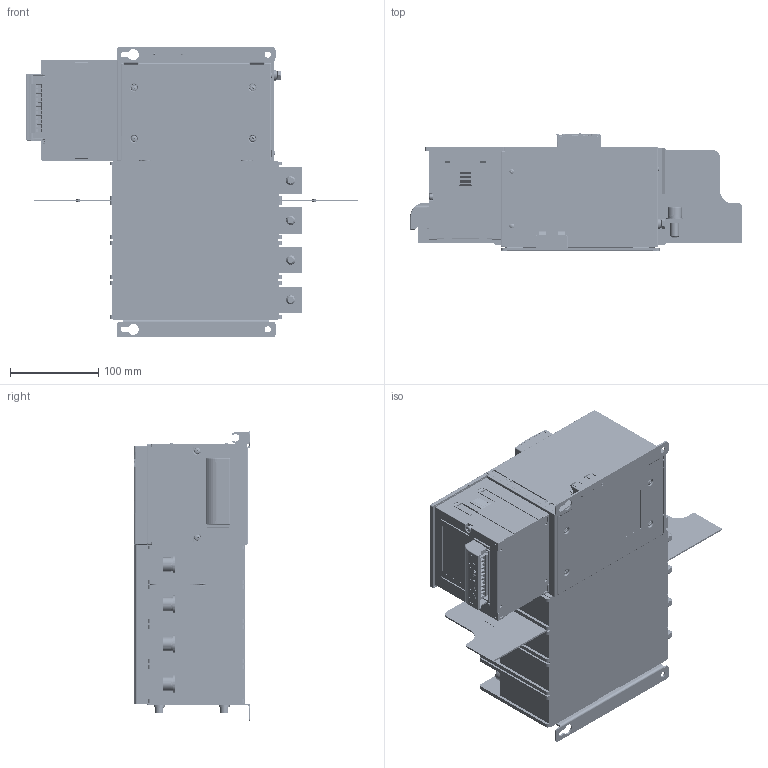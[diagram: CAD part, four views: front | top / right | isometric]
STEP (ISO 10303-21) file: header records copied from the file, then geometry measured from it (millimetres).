
FILE_DESCRIPTION (( 'STEP AP203' ), '1' );
FILE_NAME ('XDQ3-400 4P 2A22.STEP', '2024-04-08T07:52:24', ( '' ), ( '' ), 'SwSTEP 2.0', 'SolidWorks 2016', '' );
FILE_SCHEMA (( 'CONFIG_CONTROL_DESIGN' ));
Length unit declared in the file: millimetre
Products named in the file (53): 8XD_024_4400; 8XD.315.4104; 6XD.716.4102.1-2; 8XD.040.4122; 5XD.925.4306; 8XD.300.4103_MODEL; 8XD.925.4306; 5XD_550_4404_1-4; GB T 819.2 M4 6; 8XD.300.4109; GB T 9074 4.10; GB_T_70_M10X35; GB T 29.2 M6.12; 5XD_558_4400_1-4; GB T 823 M3X8; GB T 9074.8 M4.83; XDQ3-A-CTL; GB T 97.1.5 6; GBT 70 M10X35; GB T 93 6; GB T 93 4; 6XD.248.4101.1-2; GB T 70 M10.20; GB T 9074.8 M4.83-1; XDQ3-400 4P 2A22; 8XD.140.4301(darwing); 8XD.251.4101; 8XD_142_4401; GB T 97.1 4; 8XD.143.4101; 8XD_585_4400; 8XD_100_4101; GB T 823 M4X10; GB_T_97_1_10; 5XD.251.4102; 4P; GB T 9074 4.10-1; GB T 823 M4.83; 8XD_585_4401; 5XD.005.4101 ...
Assembly tree (84 placements, depth 5):
  XDQ3-400 4P 2A22
    GB T 9074 4.10
      GB T 823 M4X10
      GB T 93 4
      GB T 97.1 4
    6XD.716.4102.1-2
      5XD.251.4102
        8XD.251.4101
      GB T 70 M10.20
    8XD.040.4122
    GB T 819.2 M4 6  x4
    8XD.143.4101
    GB T 823 M4X6  x4
    5XD.005.4101
      8XD.005.4101
      8XD.315.4104
    GB T9074.13 M6X12
      GB T 93 6
      GB T 97.1.5 6
      GB T 29.2 M6.12
    GB T 9074 4.10-1
      GB T 823 M4X10
      GB T 93 4
      GB T 97.1 4
    5XD.300.4101_MODEL
      8XD.300.4103_MODEL
        8XD.300.4103_MODEL
    8XD.143.4201  x2
    GB T 845 ST2.9.6.5  x4
    GB T 823 M3X8  x4
    8XD.140.4301(darwing)
    8XD.300.4109
    4P
      5XD_558_4400_1-4  x4
        8XD_024_4400
        8XD_024_4401
        5XD_550_4406
          8XD_585_4400
        5XD_550_4404_1-4
          8XD_585_4401
        GB_T_70_M10X35
          GBT 70 M10X35
          GB_T_93_10
          GB_T_97_1_10
      8XD_100_4101
      8XD_142_4401
    5XD.925.4306  x4
      8XD.925.4306
      GB T 93 6
      GB T 97.1.5 6
    XDQ3-A-CTL
      6XD.248.4101.1-2
        6XD.248.4101.1-2
      GB T 9074.8 M4.83
        GB T 97.1 4
        GB T 93 4
        GB T 823 M4.83
      GB T 9074.8 M4.83-1
        GB T 97.1 4
        GB T 93 4
Bounding box: 375.72 x 131.95 x 329 mm (x, y, z)
Volume: 2126142.9 mm3; surface area: 1247131.7 mm2
Topology: 168 solids, 184 shells, 8532 faces, 23307 edges, 15250 vertices
Faces by surface type: plane 6490, cylinder 1339, cone 271, torus 208, bspline 185, sphere 39
Full cylindrical faces by diameter (mm): 2 x13, 2.1 x6, 2.128 x8, 2.129 x8, 2.4 x2, 2.458 x4, 2.459 x4, 2.6 x2, 2.675 x4, 2.8 x4, 2.9 x4, 3 x21, 3.241 x14, 3.242 x14, 3.3 x2, 3.5 x2, 3.52 x1, 3.521 x2, 3.545 x12, 4 x39, 4.3 x4, 4.5 x3, 4.917 x1, 5 x2, 5.35 x4, 5.45 x4, 5.5 x18, 6 x8, 6.2 x4, 6.25 x32
Entity records: 210624 total; most frequent: CARTESIAN_POINT 56411, ORIENTED_EDGE 31658, DIRECTION 28222, EDGE_CURVE 15835, VECTOR 12886, LINE 12886, VERTEX_POINT 10510, AXIS2_PLACEMENT_3D 7668
